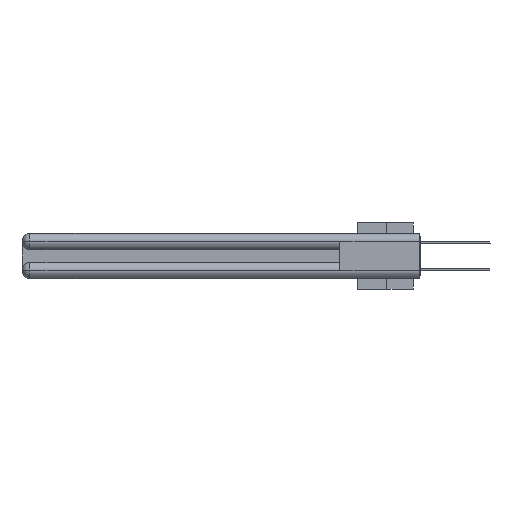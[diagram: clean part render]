
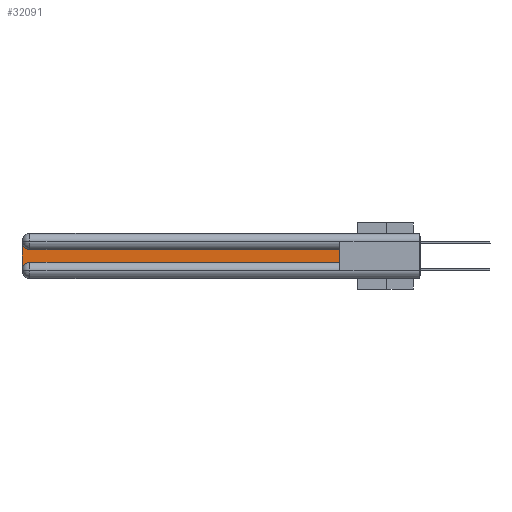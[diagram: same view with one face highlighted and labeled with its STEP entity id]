
A CAD part, left-side view. The second image highlights one B-rep face of the part: STEP entity #32091.
In plain terms, the highlighted planar face has unit normal (-1, 0, 0).
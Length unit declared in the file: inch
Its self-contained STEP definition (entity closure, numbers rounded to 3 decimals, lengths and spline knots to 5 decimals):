
#1248 = CIRCLE ( 'NONE', #34518, 0.06 ) ;
#2831 = ORIENTED_EDGE ( 'NONE', *, *, #37437, .T. ) ;
#4170 = EDGE_CURVE ( 'NONE', #33573, #25348, #21279, .T. ) ;
#4609 = LINE ( 'NONE', #39207, #26905 ) ;
#4690 = DIRECTION ( 'NONE',  ( 1., 0., 0. ) ) ;
#5113 = CARTESIAN_POINT ( 'NONE',  ( 0.075, 3., -0.0625 ) ) ;
#6351 = VECTOR ( 'NONE', #35837, 39.37008 ) ;
#6620 = VECTOR ( 'NONE', #32616, 39.37008 ) ;
#6860 = CARTESIAN_POINT ( 'NONE',  ( 0.075, 0.6, -0.1225 ) ) ;
#7998 = CARTESIAN_POINT ( 'NONE',  ( 0.075, 2.94, -0.2775 ) ) ;
#8618 = CARTESIAN_POINT ( 'NONE',  ( 0.075, 0.6, -0.1225 ) ) ;
#8677 = PLANE ( 'NONE',  #26172 ) ;
#10848 = EDGE_CURVE ( 'NONE', #21198, #20073, #17023, .T. ) ;
#11601 = DIRECTION ( 'NONE',  ( 0., 0., -1. ) ) ;
#13211 = EDGE_CURVE ( 'NONE', #13423, #21198, #37263, .T. ) ;
#13334 = CARTESIAN_POINT ( 'NONE',  ( 0.075, 0.6, -0.2175 ) ) ;
#13423 = VERTEX_POINT ( 'NONE', #35653 ) ;
#13489 = DIRECTION ( 'NONE',  ( 1., 0., 0. ) ) ;
#13628 = CARTESIAN_POINT ( 'NONE',  ( 0.075, 2.94, -0.0625 ) ) ;
#13973 = DIRECTION ( 'NONE',  ( 0., 0., -1. ) ) ;
#14103 = AXIS2_PLACEMENT_3D ( 'NONE', #7998, #4690, #13973 ) ;
#15698 = ORIENTED_EDGE ( 'NONE', *, *, #13211, .T. ) ;
#16113 = EDGE_CURVE ( 'NONE', #17964, #13423, #22445, .T. ) ;
#17023 = LINE ( 'NONE', #17649, #6620 ) ;
#17649 = CARTESIAN_POINT ( 'NONE',  ( 0.075, 0.6, -0.2175 ) ) ;
#17964 = VERTEX_POINT ( 'NONE', #5113 ) ;
#19725 = ORIENTED_EDGE ( 'NONE', *, *, #10848, .T. ) ;
#20073 = VERTEX_POINT ( 'NONE', #13334 ) ;
#20361 = ORIENTED_EDGE ( 'NONE', *, *, #4170, .T. ) ;
#21198 = VERTEX_POINT ( 'NONE', #21854 ) ;
#21256 = CARTESIAN_POINT ( 'NONE',  ( 0.075, 3., -0.1225 ) ) ;
#21279 = LINE ( 'NONE', #8618, #28396 ) ;
#21854 = CARTESIAN_POINT ( 'NONE',  ( 0.075, 2.94, -0.2175 ) ) ;
#22445 = LINE ( 'NONE', #35308, #6351 ) ;
#23836 = DIRECTION ( 'NONE',  ( 0., 1., 0. ) ) ;
#25348 = VERTEX_POINT ( 'NONE', #30256 ) ;
#26172 = AXIS2_PLACEMENT_3D ( 'NONE', #21256, #29759, #11601 ) ;
#26739 = EDGE_LOOP ( 'NONE', ( #20361, #27857, #35829, #15698, #19725, #2831 ) ) ;
#26905 = VECTOR ( 'NONE', #27017, 39.37008 ) ;
#27017 = DIRECTION ( 'NONE',  ( 0., 0., 1. ) ) ;
#27857 = ORIENTED_EDGE ( 'NONE', *, *, #31811, .T. ) ;
#28396 = VECTOR ( 'NONE', #23836, 39.37008 ) ;
#29759 = DIRECTION ( 'NONE',  ( 1., 0., 0. ) ) ;
#30256 = CARTESIAN_POINT ( 'NONE',  ( 0.075, 2.94, -0.1225 ) ) ;
#31811 = EDGE_CURVE ( 'NONE', #25348, #17964, #1248, .T. ) ;
#31864 = DIRECTION ( 'NONE',  ( 0., 0., -1. ) ) ;
#32091 = ADVANCED_FACE ( 'NONE', ( #34824 ), #8677, .F. ) ;
#32616 = DIRECTION ( 'NONE',  ( 0., -1., 0. ) ) ;
#33573 = VERTEX_POINT ( 'NONE', #6860 ) ;
#34518 = AXIS2_PLACEMENT_3D ( 'NONE', #13628, #13489, #31864 ) ;
#34824 = FACE_OUTER_BOUND ( 'NONE', #26739, .T. ) ;
#35308 = CARTESIAN_POINT ( 'NONE',  ( 0.075, 3., -0.2175 ) ) ;
#35653 = CARTESIAN_POINT ( 'NONE',  ( 0.075, 3., -0.2775 ) ) ;
#35829 = ORIENTED_EDGE ( 'NONE', *, *, #16113, .T. ) ;
#35837 = DIRECTION ( 'NONE',  ( 0., 0., -1. ) ) ;
#37263 = CIRCLE ( 'NONE', #14103, 0.06 ) ;
#37437 = EDGE_CURVE ( 'NONE', #20073, #33573, #4609, .T. ) ;
#39207 = CARTESIAN_POINT ( 'NONE',  ( 0.075, 0.6, -0.2175 ) ) ;
